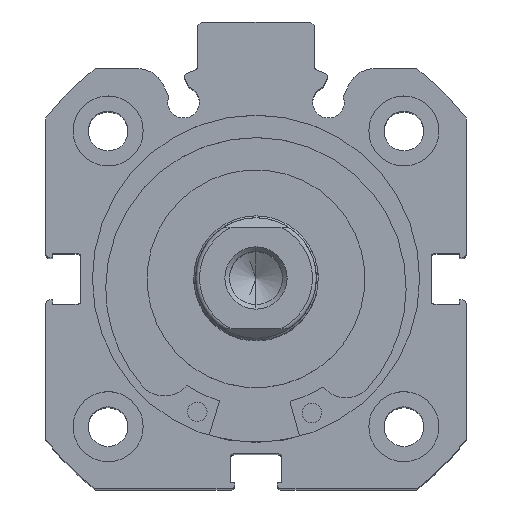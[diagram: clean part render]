
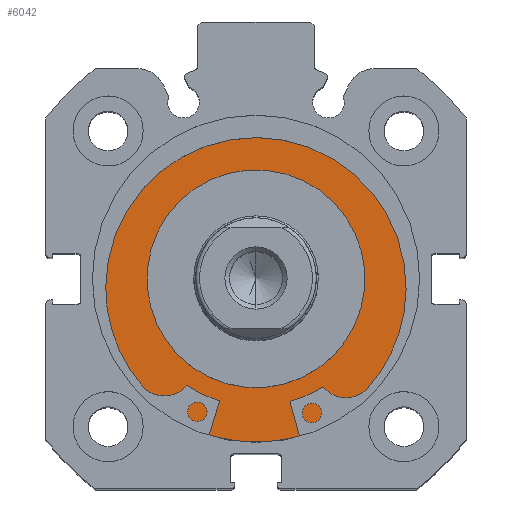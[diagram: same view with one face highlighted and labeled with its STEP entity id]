
A CAD part, top view. The second image highlights one B-rep face of the part: STEP entity #6042.
In plain terms, the highlighted face is planar.
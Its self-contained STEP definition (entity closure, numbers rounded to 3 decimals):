
#148 = CARTESIAN_POINT ( 'NONE',  ( 3.5, 0., 0. ) ) ;
#166 = DIRECTION ( 'NONE',  ( -1., 0., 0. ) ) ;
#167 = DIRECTION ( 'NONE',  ( 0., 0., 1. ) ) ;
#1004 = CARTESIAN_POINT ( 'NONE',  ( 3.5, 21., 0. ) ) ;
#1005 = PLANE ( 'NONE',  #3735 ) ;
#1006 = DIRECTION ( 'NONE',  ( 1., 0., 0. ) ) ;
#1007 = DIRECTION ( 'NONE',  ( 0., 0., -1. ) ) ;
#1343 = CARTESIAN_POINT ( 'NONE',  ( 3.5, 0., -21. ) ) ;
#1466 = CARTESIAN_POINT ( 'NONE',  ( 3.5, 0., 14. ) ) ;
#1704 = ORIENTED_EDGE ( 'NONE', *, *, #4660, .T. ) ;
#1777 = ORIENTED_EDGE ( 'NONE', *, *, #4780, .F. ) ;
#1807 = ORIENTED_EDGE ( 'NONE', *, *, #4630, .T. ) ;
#2766 = CARTESIAN_POINT ( 'NONE',  ( 3.5, 0., 0. ) ) ;
#2774 = DIRECTION ( 'NONE',  ( -1., 0., 0. ) ) ;
#2775 = DIRECTION ( 'NONE',  ( 0., 0., 1. ) ) ;
#2837 = CARTESIAN_POINT ( 'NONE',  ( 3.5, 0., 0. ) ) ;
#2850 = DIRECTION ( 'NONE',  ( -1., 0., 0. ) ) ;
#2851 = DIRECTION ( 'NONE',  ( 0., 0., 1. ) ) ;
#2956 = CARTESIAN_POINT ( 'NONE',  ( 3.5, 0., 0. ) ) ;
#2958 = DIRECTION ( 'NONE',  ( -1., 0., 0. ) ) ;
#2959 = DIRECTION ( 'NONE',  ( 0., 0., 1. ) ) ;
#3437 = AXIS2_PLACEMENT_3D ( 'NONE', #2766, #2774, #2775 ) ;
#3453 = AXIS2_PLACEMENT_3D ( 'NONE', #2837, #2850, #2851 ) ;
#3474 = AXIS2_PLACEMENT_3D ( 'NONE', #2956, #2958, #2959 ) ;
#3510 = AXIS2_PLACEMENT_3D ( 'NONE', #148, #166, #167 ) ;
#3735 = AXIS2_PLACEMENT_3D ( 'NONE', #1004, #1006, #1007 ) ;
#3960 = VERTEX_POINT ( 'NONE', #1343 ) ;
#3961 = VERTEX_POINT ( 'NONE', #1466 ) ;
#4000 = VERTEX_POINT ( 'NONE', #4255 ) ;
#4071 = VERTEX_POINT ( 'NONE', #4184 ) ;
#4184 = CARTESIAN_POINT ( 'NONE',  ( 3.5, 0., -14. ) ) ;
#4255 = CARTESIAN_POINT ( 'NONE',  ( 3.5, 0., 21. ) ) ;
#4630 = EDGE_CURVE ( 'NONE', #4000, #3960, #5061, .T. ) ;
#4660 = EDGE_CURVE ( 'NONE', #3960, #4000, #5102, .T. ) ;
#4699 = EDGE_CURVE ( 'NONE', #4071, #3961, #5154, .T. ) ;
#4780 = EDGE_CURVE ( 'NONE', #3961, #4071, #5284, .T. ) ;
#5061 = CIRCLE ( 'NONE', #3437, 21. ) ;
#5102 = CIRCLE ( 'NONE', #3453, 21. ) ;
#5154 = CIRCLE ( 'NONE', #3474, 14. ) ;
#5284 = CIRCLE ( 'NONE', #3510, 14. ) ;
#5755 = FACE_BOUND ( 'NONE', #7080, .T. ) ;
#5766 = FACE_OUTER_BOUND ( 'NONE', #7054, .T. ) ;
#6042 = ADVANCED_FACE ( 'NONE', ( #5755, #5766 ), #1005, .F. ) ;
#7054 = EDGE_LOOP ( 'NONE', ( #1807, #1704 ) ) ;
#7080 = EDGE_LOOP ( 'NONE', ( #1777, #7124 ) ) ;
#7124 = ORIENTED_EDGE ( 'NONE', *, *, #4699, .F. ) ;
